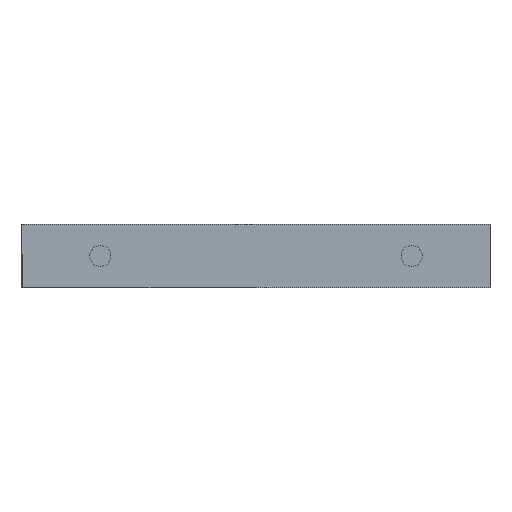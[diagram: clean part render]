
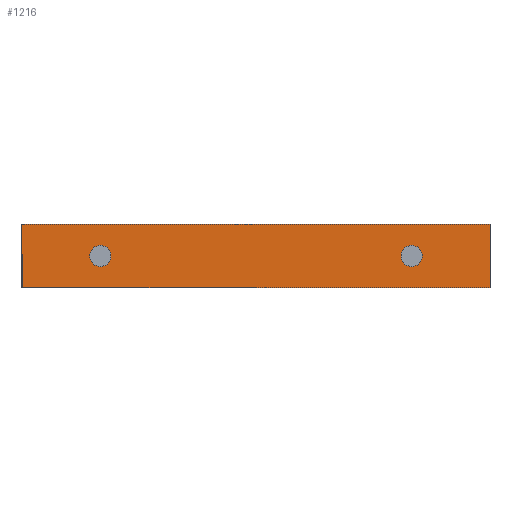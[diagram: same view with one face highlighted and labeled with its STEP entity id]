
A CAD part, front view. The second image highlights one B-rep face of the part: STEP entity #1216.
In plain terms, the highlighted planar face has unit normal (0, -1, 0).
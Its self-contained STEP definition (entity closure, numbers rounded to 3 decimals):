
#31=FACE_BOUND('',#219,.T.);
#32=FACE_BOUND('',#220,.T.);
#74=PLANE('',#1370);
#138=FACE_OUTER_BOUND('',#218,.T.);
#218=EDGE_LOOP('',(#1057,#1058,#1059,#1060));
#219=EDGE_LOOP('',(#1061));
#220=EDGE_LOOP('',(#1062));
#251=LINE('',#1805,#343);
#324=LINE('',#2066,#416);
#331=LINE('',#2087,#423);
#332=LINE('',#2089,#424);
#343=VECTOR('',#1439,10.);
#416=VECTOR('',#1714,10.);
#423=VECTOR('',#1739,10.);
#424=VECTOR('',#1742,10.);
#481=CIRCLE('',#1323,2.5);
#491=CIRCLE('',#1346,2.5);
#519=VERTEX_POINT('',#1802);
#520=VERTEX_POINT('',#1804);
#583=VERTEX_POINT('',#1973);
#597=VERTEX_POINT('',#2027);
#607=VERTEX_POINT('',#2065);
#612=VERTEX_POINT('',#2085);
#637=EDGE_CURVE('',#519,#520,#251,.T.);
#723=EDGE_CURVE('',#583,#583,#481,.T.);
#750=EDGE_CURVE('',#597,#597,#491,.T.);
#768=EDGE_CURVE('',#520,#607,#324,.T.);
#779=EDGE_CURVE('',#519,#612,#331,.T.);
#780=EDGE_CURVE('',#607,#612,#332,.T.);
#1057=ORIENTED_EDGE('',*,*,#779,.T.);
#1058=ORIENTED_EDGE('',*,*,#780,.F.);
#1059=ORIENTED_EDGE('',*,*,#768,.F.);
#1060=ORIENTED_EDGE('',*,*,#637,.F.);
#1061=ORIENTED_EDGE('',*,*,#723,.T.);
#1062=ORIENTED_EDGE('',*,*,#750,.T.);
#1216=ADVANCED_FACE('',(#138,#31,#32),#74,.T.);
#1323=AXIS2_PLACEMENT_3D('',#1975,#1609,#1610);
#1346=AXIS2_PLACEMENT_3D('',#2029,#1672,#1673);
#1370=AXIS2_PLACEMENT_3D('',#2088,#1740,#1741);
#1439=DIRECTION('',(1.,0.,0.));
#1609=DIRECTION('center_axis',(0.,1.,0.));
#1610=DIRECTION('ref_axis',(1.,0.,0.));
#1672=DIRECTION('center_axis',(0.,1.,0.));
#1673=DIRECTION('ref_axis',(-1.,0.,0.));
#1714=DIRECTION('',(0.,0.,-1.));
#1739=DIRECTION('',(0.,0.,-1.));
#1740=DIRECTION('center_axis',(0.,-1.,0.));
#1741=DIRECTION('ref_axis',(-1.,0.,0.));
#1742=DIRECTION('',(-1.,0.,0.));
#1802=CARTESIAN_POINT('',(0.,215.,-17.087));
#1804=CARTESIAN_POINT('',(110.,215.,-17.087));
#1805=CARTESIAN_POINT('',(0.,215.,-17.087));
#1973=CARTESIAN_POINT('',(15.908,215.,-24.587));
#1975=CARTESIAN_POINT('Origin',(18.408,215.,-24.587));
#2027=CARTESIAN_POINT('',(94.092,215.,-24.587));
#2029=CARTESIAN_POINT('Origin',(91.592,215.,-24.587));
#2065=CARTESIAN_POINT('',(110.,215.,-32.087));
#2066=CARTESIAN_POINT('',(110.,215.,-25.087));
#2085=CARTESIAN_POINT('',(0.,215.,-32.087));
#2087=CARTESIAN_POINT('',(0.,215.,-25.087));
#2088=CARTESIAN_POINT('Origin',(110.,215.,-25.087));
#2089=CARTESIAN_POINT('',(0.,215.,-32.087));
